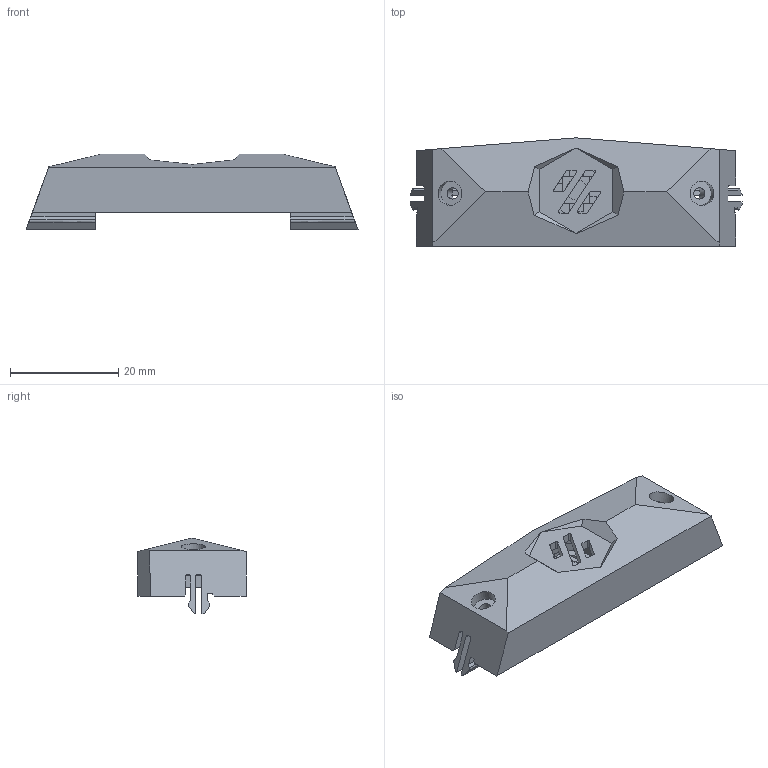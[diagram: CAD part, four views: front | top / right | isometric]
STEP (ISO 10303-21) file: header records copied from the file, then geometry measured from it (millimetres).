
FILE_DESCRIPTION(('HOOPS Exchange Step'),'2;1');
FILE_NAME('temp_export','2023-04-05T12:27:50-04:00',('CC2451'),('Shapr3D Limited'),'HOOPS Exchange 2021.2','Shapr3D','Authorized');
FILE_SCHEMA( ('AP203_CONFIGURATION_CONTROLLED_3D_DESIGN_OF_MECHANICAL_PARTS_AND_ASSEMBLIES_MIM_LF') );
Length unit declared in the file: millimetre
Products named in the file (8): LDO Clear Diffuser; M3 Threaded Insert v3 (1):1 (1); M3 Threaded Insert v3 (1):1; rgbw_led_pcb:1; NeopixelCarrier:1; T0 SB front main body.step; T0 SB Front.step; 188D16CB-5CE7-45F5-BAA3-D0D4D9528F12.tmp
Assembly tree (7 placements, depth 4):
  188D16CB-5CE7-45F5-BAA3-D0D4D9528F12.tmp
    T0 SB Front.step
      LDO Clear Diffuser
      M3 Threaded Insert v3 (1):1 (1)
      M3 Threaded Insert v3 (1):1
      NeopixelCarrier:1
        rgbw_led_pcb:1
      T0 SB front main body.step
Bounding box: 61.37 x 20 x 14.01 mm (x, y, z)
Volume: 8158.1 mm3; surface area: 6420.5 mm2
Topology: 5 solids, 6 shells, 520 faces, 1468 edges, 974 vertices
Faces by surface type: plane 218, bspline 169, cylinder 125, cone 8
Full cylindrical faces by diameter (mm): 2.1 x2, 2.9 x2, 3.2 x2, 3.8 x1, 4.2 x2, 4.25 x2, 4.5 x2, 4.6 x3, 9.5 x2
Entity records: 23408 total; most frequent: CARTESIAN_POINT 10969, ORIENTED_EDGE 2936, DIRECTION 1917, EDGE_CURVE 1468, VERTEX_POINT 974, VECTOR 659, LINE 659, AXIS2_PLACEMENT_3D 629
